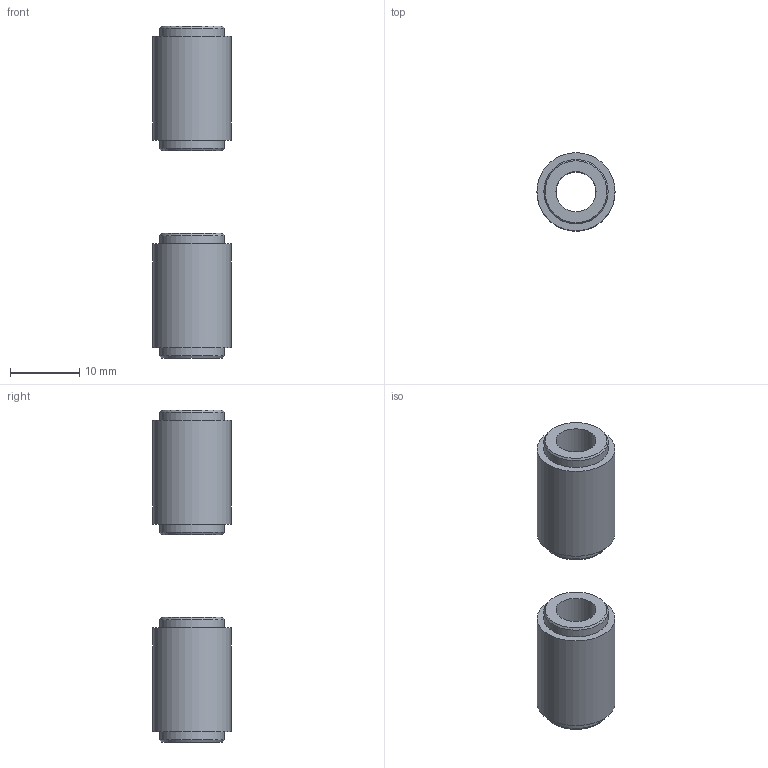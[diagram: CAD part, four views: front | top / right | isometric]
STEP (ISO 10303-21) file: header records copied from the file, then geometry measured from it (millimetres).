
FILE_DESCRIPTION(/* description */ ('STEP AP214'),/* implementation_level */ '2;1');
FILE_NAME(/* name */ '8183328_ABAZ-G9-HD-20',/* time_stamp */ '2024-07-30T14:31:16+02:00',/* author */ ('License CC BY-ND 4.0'),/* organization */ ('CADENAS'),/* preprocessor_version */ 'ST-DEVELOPER v19.3',/* originating_system */ 'PARTsolutions',/* authorisation */ ' ');
FILE_SCHEMA (('AUTOMOTIVE_DESIGN {1 0 10303 214 3 1 1}'));
Length unit declared in the file: millimetre
Products named in the file (2): 8183328 ABAZ-G9-HD-20; 8179011 ABAZ-G9-HD-20
Assembly tree (2 placements, depth 2):
  8183328 ABAZ-G9-HD-20
    8179011 ABAZ-G9-HD-20  x2
Bounding box: 11.3 x 11.3 x 48 mm (x, y, z)
Volume: 2462.1 mm3; surface area: 2176.5 mm2
Topology: 2 solids, 2 shells, 20 faces, 32 edges, 20 vertices
Faces by surface type: plane 8, cylinder 8, cone 4
Full cylindrical faces by diameter (mm): 5.8 x2, 9.3 x4, 11.3 x2
Entity records: 265 total; most frequent: DIRECTION 46, CARTESIAN_POINT 33, AXIS2_PLACEMENT_3D 23, ORIENTED_EDGE 20, EDGE_LOOP 20, FACE_BOUND 20, EDGE_CURVE 10, VERTEX_POINT 10
